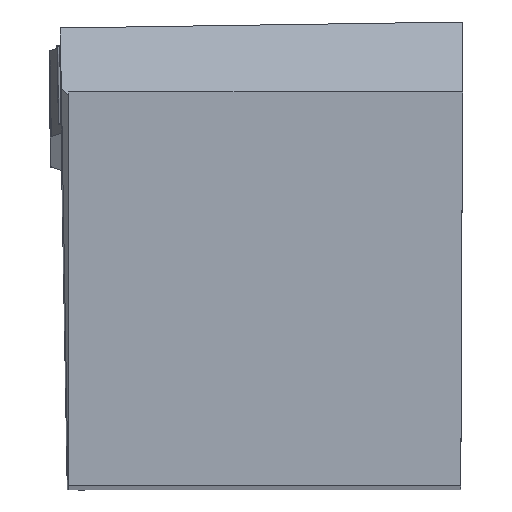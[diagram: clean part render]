
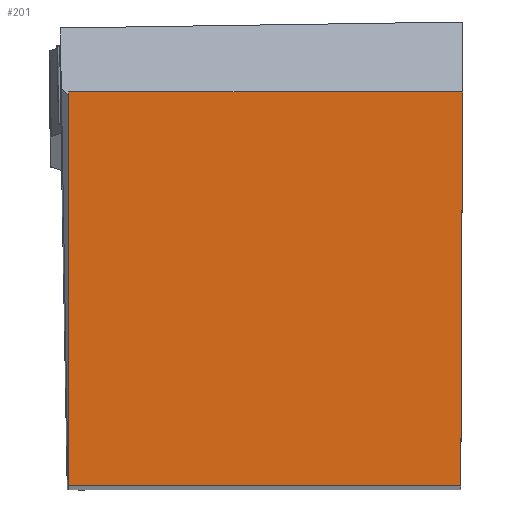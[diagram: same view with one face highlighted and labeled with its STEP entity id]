
A CAD part, top view. The second image highlights one B-rep face of the part: STEP entity #201.
In plain terms, the highlighted planar face has unit normal (0, 0, 1).
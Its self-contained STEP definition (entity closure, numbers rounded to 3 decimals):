
#201=ADVANCED_FACE('BLANK_BOXF006',(#305),#245,.F.);
#245=PLANE('',#1491);
#305=FACE_OUTER_BOUND('',#375,.T.);
#375=EDGE_LOOP('',(#720,#721,#722,#723));
#720=ORIENTED_EDGE('',*,*,#1044,.F.);
#721=ORIENTED_EDGE('',*,*,#1024,.F.);
#722=ORIENTED_EDGE('',*,*,#1041,.F.);
#723=ORIENTED_EDGE('',*,*,#1045,.F.);
#859=VERTEX_POINT('',#2358);
#860=VERTEX_POINT('',#2360);
#872=VERTEX_POINT('',#2392);
#873=VERTEX_POINT('',#2399);
#1024=EDGE_CURVE('',#859,#860,#1161,.T.);
#1041=EDGE_CURVE('',#872,#859,#1178,.T.);
#1044=EDGE_CURVE('',#860,#873,#1181,.T.);
#1045=EDGE_CURVE('',#873,#872,#1182,.T.);
#1161=LINE('',#2359,#1298);
#1178=LINE('',#2393,#1315);
#1181=LINE('',#2398,#1318);
#1182=LINE('',#2400,#1319);
#1298=VECTOR('',#1803,1.);
#1315=VECTOR('',#1828,1.);
#1318=VECTOR('',#1835,1.);
#1319=VECTOR('',#1836,1.);
#1491=AXIS2_PLACEMENT_3D('',#2401,#1837,#1838);
#1803=DIRECTION('',(-1.,0.,0.));
#1828=DIRECTION('',(-0.004,-1.,0.));
#1835=DIRECTION('',(0.,1.,0.));
#1836=DIRECTION('',(1.,0.,0.));
#1837=DIRECTION('',(0.,0.,-1.));
#1838=DIRECTION('',(0.,-1.,0.));
#2358=CARTESIAN_POINT('',(-0.087,0.,0.));
#2359=CARTESIAN_POINT('',(126.35,0.,0.));
#2360=CARTESIAN_POINT('',(-19.875,0.,0.));
#2392=CARTESIAN_POINT('',(0.,19.875,0.));
#2393=CARTESIAN_POINT('',(0.465,126.349,0.));
#2398=CARTESIAN_POINT('',(-19.875,-126.35,0.));
#2399=CARTESIAN_POINT('',(-19.875,19.875,0.));
#2400=CARTESIAN_POINT('',(-126.35,19.875,0.));
#2401=CARTESIAN_POINT('',(-40.725,-5.,0.));
